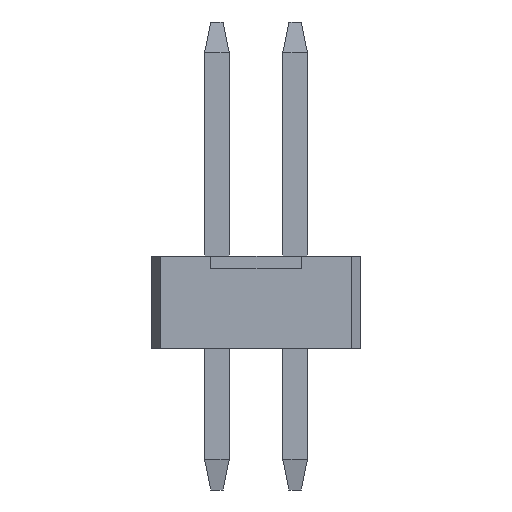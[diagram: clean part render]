
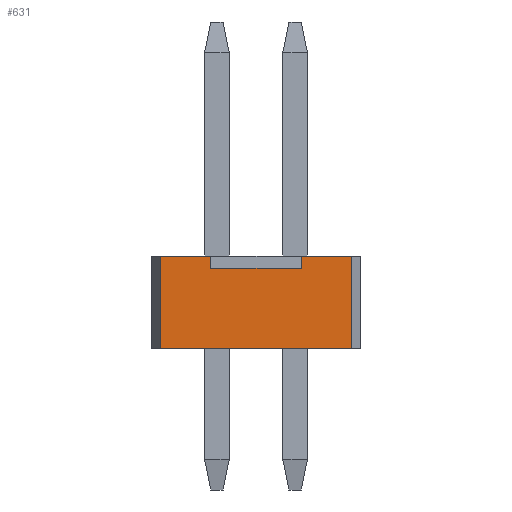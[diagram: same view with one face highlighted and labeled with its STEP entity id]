
A CAD part, left-side view. The second image highlights one B-rep face of the part: STEP entity #631.
In plain terms, the highlighted planar face has unit normal (-1, 0, 0).
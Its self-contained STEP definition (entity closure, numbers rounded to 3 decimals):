
#631 = ADVANCED_FACE( '', ( #1193 ), #1194, .T. );
#1193 = FACE_OUTER_BOUND( '', #1719, .T. );
#1194 = PLANE( '', #1720 );
#1719 = EDGE_LOOP( '', ( #3227, #3228, #3229, #3230, #3231, #3232, #3233, #3234 ) );
#1720 = AXIS2_PLACEMENT_3D( '', #3235, #3236, #3237 );
#3227 = ORIENTED_EDGE( '', *, *, #3775, .T. );
#3228 = ORIENTED_EDGE( '', *, *, #3448, .F. );
#3229 = ORIENTED_EDGE( '', *, *, #3721, .T. );
#3230 = ORIENTED_EDGE( '', *, *, #3471, .T. );
#3231 = ORIENTED_EDGE( '', *, *, #3773, .T. );
#3232 = ORIENTED_EDGE( '', *, *, #3979, .F. );
#3233 = ORIENTED_EDGE( '', *, *, #3529, .F. );
#3234 = ORIENTED_EDGE( '', *, *, #3452, .T. );
#3235 = CARTESIAN_POINT( '', ( -4.445, -1.7, -0.75 ) );
#3236 = DIRECTION( '', ( -1., 0., 0. ) );
#3237 = DIRECTION( '', ( 0., 0., 1. ) );
#3448 = EDGE_CURVE( '', #4108, #4104, #4110, .T. );
#3452 = EDGE_CURVE( '', #4117, #4115, #4118, .T. );
#3471 = EDGE_CURVE( '', #4151, #4148, #4152, .T. );
#3529 = EDGE_CURVE( '', #4117, #4262, #4263, .T. );
#3721 = EDGE_CURVE( '', #4108, #4151, #4588, .T. );
#3773 = EDGE_CURVE( '', #4148, #4676, #4678, .T. );
#3775 = EDGE_CURVE( '', #4115, #4104, #4680, .T. );
#3979 = EDGE_CURVE( '', #4262, #4676, #4947, .T. );
#4104 = VERTEX_POINT( '', #5078 );
#4108 = VERTEX_POINT( '', #5084 );
#4110 = LINE( '', #5087, #5088 );
#4115 = VERTEX_POINT( '', #5094 );
#4117 = VERTEX_POINT( '', #5097 );
#4118 = LINE( '', #5098, #5099 );
#4148 = VERTEX_POINT( '', #5142 );
#4151 = VERTEX_POINT( '', #5146 );
#4152 = LINE( '', #5147, #5148 );
#4262 = VERTEX_POINT( '', #5312 );
#4263 = LINE( '', #5313, #5314 );
#4588 = LINE( '', #5801, #5802 );
#4676 = VERTEX_POINT( '', #5938 );
#4678 = LINE( '', #5941, #5942 );
#4680 = LINE( '', #5945, #5946 );
#4947 = LINE( '', #6360, #6361 );
#5078 = CARTESIAN_POINT( '', ( -4.445, -0.735, 0.75 ) );
#5084 = CARTESIAN_POINT( '', ( -4.445, -0.735, 0.55 ) );
#5087 = CARTESIAN_POINT( '', ( -4.445, -0.735, 0.55 ) );
#5088 = VECTOR( '', #6545, 1000. );
#5094 = CARTESIAN_POINT( '', ( -4.445, -1.55, 0.75 ) );
#5097 = CARTESIAN_POINT( '', ( -4.445, -1.55, -0.75 ) );
#5098 = CARTESIAN_POINT( '', ( -4.445, -1.55, -9.117 ) );
#5099 = VECTOR( '', #6548, 1000. );
#5142 = CARTESIAN_POINT( '', ( -4.445, 0.735, 0.75 ) );
#5146 = CARTESIAN_POINT( '', ( -4.445, 0.735, 0.55 ) );
#5147 = CARTESIAN_POINT( '', ( -4.445, 0.735, 0.55 ) );
#5148 = VECTOR( '', #6563, 1000. );
#5312 = CARTESIAN_POINT( '', ( -4.445, 1.55, -0.75 ) );
#5313 = CARTESIAN_POINT( '', ( -4.445, -1.7, -0.75 ) );
#5314 = VECTOR( '', #6618, 1000. );
#5801 = CARTESIAN_POINT( '', ( -4.445, -0.735, 0.55 ) );
#5802 = VECTOR( '', #6781, 1000. );
#5938 = CARTESIAN_POINT( '', ( -4.445, 1.55, 0.75 ) );
#5941 = CARTESIAN_POINT( '', ( -4.445, -1.7, 0.75 ) );
#5942 = VECTOR( '', #6831, 1000. );
#5945 = CARTESIAN_POINT( '', ( -4.445, -1.7, 0.75 ) );
#5946 = VECTOR( '', #6833, 1000. );
#6360 = CARTESIAN_POINT( '', ( -4.445, 1.55, -9.117 ) );
#6361 = VECTOR( '', #6981, 1000. );
#6545 = DIRECTION( '', ( 0., 0., 1. ) );
#6548 = DIRECTION( '', ( 0., 0., 1. ) );
#6563 = DIRECTION( '', ( 0., 0., 1. ) );
#6618 = DIRECTION( '', ( 0., 1., 0. ) );
#6781 = DIRECTION( '', ( 0., 1., 0. ) );
#6831 = DIRECTION( '', ( 0., 1., 0. ) );
#6833 = DIRECTION( '', ( 0., 1., 0. ) );
#6981 = DIRECTION( '', ( 0., 0., 1. ) );
